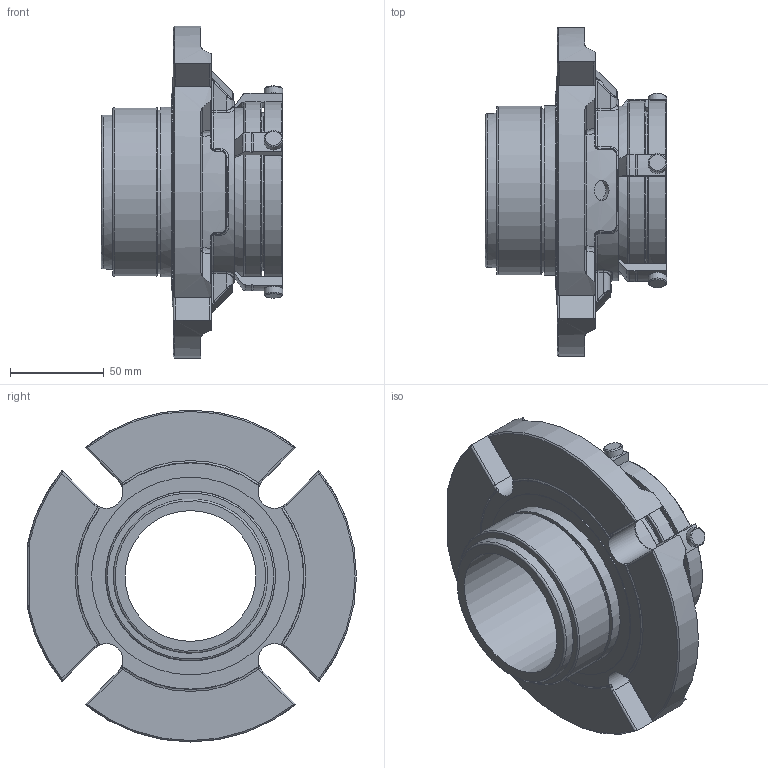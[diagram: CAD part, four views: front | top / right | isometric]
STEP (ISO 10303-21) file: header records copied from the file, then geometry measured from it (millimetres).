
FILE_DESCRIPTION(/* description */ ('Unknown'),/* implementation_level */ '2;1');
FILE_NAME(/* name */ '70mm',/* time_stamp */ '2023-02-06T16:16:44+00:00',/* author */ ('Unknown'),/* organization */ ('Unknown'),/* preprocessor_version */ 'ST-DEVELOPER v16.7',/* originating_system */ 'Solid Edge',/* authorisation */ 'Unknown');
FILE_SCHEMA (('AUTOMOTIVE_DESIGN {1 0 10303 214 3 1 1}'));
Length unit declared in the file: millimetre
Products named in the file (1): 70mm
Bounding box: 97.09 x 175.92 x 177.55 mm (x, y, z)
Volume: 591150.9 mm3; surface area: 104668.9 mm2
Topology: 1 solids, 1 shells, 566 faces, 1418 edges, 894 vertices
Faces by surface type: plane 199, cylinder 150, bspline 89, torus 85, cone 27, sphere 16
Full cylindrical faces by diameter (mm): 3.761 x1, 6 x4, 10 x4, 10.998 x2, 70.002 x1, 82.525 x1, 84.531 x1, 87.351 x1, 90.373 x1, 90.475 x1, 90.805 x1, 96.672 x2, 105.766 x1
Entity records: 19705 total; most frequent: CARTESIAN_POINT 7137, ORIENTED_EDGE 2728, DIRECTION 2373, EDGE_CURVE 1364, AXIS2_PLACEMENT_3D 933, VERTEX_POINT 879, EDGE_LOOP 655, FACE_BOUND 655
